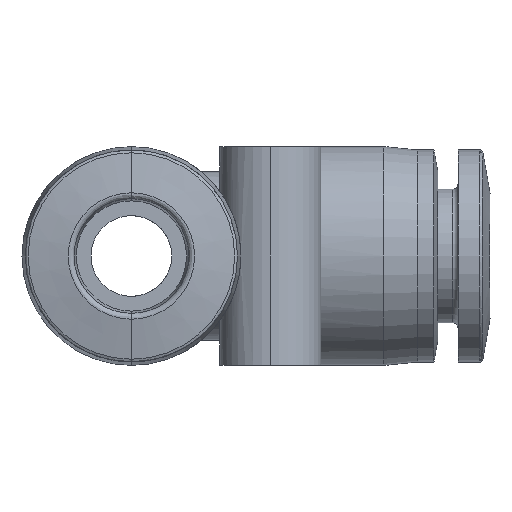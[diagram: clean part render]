
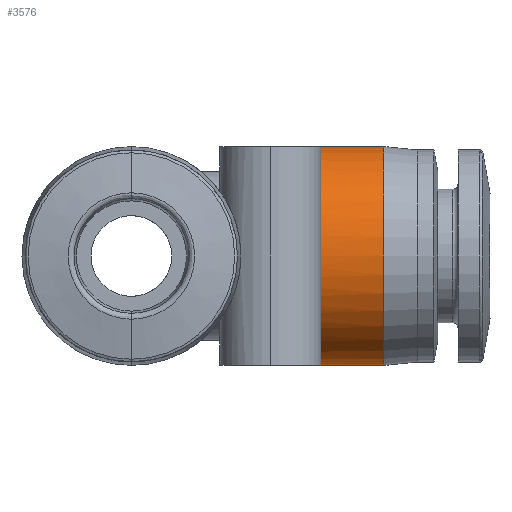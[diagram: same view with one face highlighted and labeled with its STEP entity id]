
A CAD part, left-side view. The second image highlights one B-rep face of the part: STEP entity #3576.
In plain terms, the highlighted cylindrical face has radius 6.5 mm (diameter 13 mm), a partial arc.
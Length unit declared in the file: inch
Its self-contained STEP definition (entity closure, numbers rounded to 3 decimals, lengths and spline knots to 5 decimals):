
#151 = CARTESIAN_POINT ( 'NONE',  ( 0., -0.59055, 0. ) ) ;
#203 = CARTESIAN_POINT ( 'NONE',  ( -0.20858, -0.34626, 0.14826 ) ) ;
#223 = CARTESIAN_POINT ( 'NONE',  ( -0.25415, -0.41955, 0.03445 ) ) ;
#243 = CARTESIAN_POINT ( 'NONE',  ( -0.21394, -0.36573, -0.14043 ) ) ;
#248 = CARTESIAN_POINT ( 'NONE',  ( -0.20935, -0.29906, -0.14718 ) ) ;
#249 = VECTOR ( 'NONE', #4933, 39.37008 ) ;
#275 = VECTOR ( 'NONE', #2988, 39.37008 ) ;
#287 = LINE ( 'NONE', #2871, #275 ) ;
#297 = CARTESIAN_POINT ( 'NONE',  ( -0.20669, -0.3248, -0.15088 ) ) ;
#578 = DIRECTION ( 'NONE',  ( 0., 0., 1. ) ) ;
#629 = CARTESIAN_POINT ( 'NONE',  ( -0.21149, -0.35834, 0.14411 ) ) ;
#650 = CARTESIAN_POINT ( 'NONE',  ( -0.2559, -0.42073, -0.01745 ) ) ;
#672 = CARTESIAN_POINT ( 'NONE',  ( -0.21277, -0.2874, -0.14218 ) ) ;
#738 = CARTESIAN_POINT ( 'NONE',  ( -0.21036, -0.35429, -0.14574 ) ) ;
#859 = EDGE_CURVE ( 'NONE', #3942, #4551, #287, .T. ) ;
#943 = CARTESIAN_POINT ( 'NONE',  ( -0.21088, -0.29308, 0.14502 ) ) ;
#1035 = CARTESIAN_POINT ( 'NONE',  ( -0.21535, -0.36934, 0.13827 ) ) ;
#1053 = CARTESIAN_POINT ( 'NONE',  ( -0.24902, -0.41542, -0.05958 ) ) ;
#1055 = CARTESIAN_POINT ( 'NONE',  ( -0.20669, -0.3248, -0.15088 ) ) ;
#1141 = CARTESIAN_POINT ( 'NONE',  ( -0.20788, -0.34207, -0.14924 ) ) ;
#1223 = VERTEX_POINT ( 'NONE', #4152 ) ;
#1271 = CIRCLE ( 'NONE', #1506, 0.25591 ) ;
#1368 = CARTESIAN_POINT ( 'NONE',  ( -0.20725, -0.31168, 0.15013 ) ) ;
#1418 = ORIENTED_EDGE ( 'NONE', *, *, #3638, .T. ) ;
#1456 = CARTESIAN_POINT ( 'NONE',  ( -0.22312, -0.38519, 0.12551 ) ) ;
#1471 = CARTESIAN_POINT ( 'NONE',  ( -0.24194, -0.40904, -0.0838 ) ) ;
#1476 = CARTESIAN_POINT ( 'NONE',  ( -0.20669, -0.31826, -0.15088 ) ) ;
#1506 = AXIS2_PLACEMENT_3D ( 'NONE', #4781, #2273, #5227 ) ;
#1565 = CARTESIAN_POINT ( 'NONE',  ( -0.20669, -0.32915, -0.15088 ) ) ;
#1650 = CIRCLE ( 'NONE', #2983, 0.25591 ) ;
#1708 = DIRECTION ( 'NONE',  ( 0., 1., 0. ) ) ;
#1774 = CARTESIAN_POINT ( 'NONE',  ( -0.20669, -0.3248, 0.15088 ) ) ;
#1854 = CARTESIAN_POINT ( 'NONE',  ( -0.20669, -0.32913, 0.15088 ) ) ;
#1882 = CARTESIAN_POINT ( 'NONE',  ( -0.23306, -0.39933, 0.10599 ) ) ;
#1898 = CARTESIAN_POINT ( 'NONE',  ( -0.233, -0.39926, -0.10611 ) ) ;
#1903 = EDGE_CURVE ( 'NONE', #5245, #5160, #3944, .T. ) ;
#1989 = B_SPLINE_CURVE_WITH_KNOTS ( 'NONE', 3,
 ( #1055, #1476, #2727, #248, #3130, #672 ),
 .UNSPECIFIED., .F., .F.,
 ( 4, 2, 4 ),
 ( 0.01156, 0.01206, 0.01256 ),
 .UNSPECIFIED. ) ;
#2023 = ORIENTED_EDGE ( 'NONE', *, *, #859, .F. ) ;
#2141 = DIRECTION ( 'NONE',  ( 0., 1., 0. ) ) ;
#2150 = EDGE_CURVE ( 'NONE', #3810, #5245, #4450, .T. ) ;
#2261 = ORIENTED_EDGE ( 'NONE', *, *, #2150, .T. ) ;
#2273 = DIRECTION ( 'NONE',  ( 0., 1., 0. ) ) ;
#2281 = CARTESIAN_POINT ( 'NONE',  ( -0.20669, -0.3248, 0.15088 ) ) ;
#2298 = CARTESIAN_POINT ( 'NONE',  ( -0.21277, -0.2874, 0.14218 ) ) ;
#2299 = CARTESIAN_POINT ( 'NONE',  ( -0.24197, -0.40906, 0.08372 ) ) ;
#2302 = AXIS2_PLACEMENT_3D ( 'NONE', #151, #3049, #578 ) ;
#2316 = CARTESIAN_POINT ( 'NONE',  ( -0.22308, -0.38513, -0.12558 ) ) ;
#2364 = ORIENTED_EDGE ( 'NONE', *, *, #1903, .T. ) ;
#2425 = FACE_OUTER_BOUND ( 'NONE', #4032, .T. ) ;
#2434 = EDGE_CURVE ( 'NONE', #5300, #4558, #4684, .T. ) ;
#2681 = CARTESIAN_POINT ( 'NONE',  ( -0.20789, -0.3421, 0.14924 ) ) ;
#2700 = CARTESIAN_POINT ( 'NONE',  ( -0.24905, -0.41544, 0.05947 ) ) ;
#2723 = CARTESIAN_POINT ( 'NONE',  ( -0.21532, -0.36926, -0.13833 ) ) ;
#2727 = CARTESIAN_POINT ( 'NONE',  ( -0.20724, -0.31176, -0.15014 ) ) ;
#2820 = CARTESIAN_POINT ( 'NONE',  ( 0., -0.43898, 0.25591 ) ) ;
#2871 = CARTESIAN_POINT ( 'NONE',  ( 0., -0.43898, -0.25591 ) ) ;
#2983 = AXIS2_PLACEMENT_3D ( 'NONE', #4190, #1708, #4643 ) ;
#2988 = DIRECTION ( 'NONE',  ( 0., 1., 0. ) ) ;
#2992 = CYLINDRICAL_SURFACE ( 'NONE', #3204, 0.25591 ) ;
#3044 = CARTESIAN_POINT ( 'NONE',  ( 0., -0.2874, -0.25591 ) ) ;
#3049 = DIRECTION ( 'NONE',  ( 0., 1., 0. ) ) ;
#3097 = CARTESIAN_POINT ( 'NONE',  ( -0.21038, -0.35437, 0.14571 ) ) ;
#3117 = CARTESIAN_POINT ( 'NONE',  ( -0.25591, -0.42074, 0.0173 ) ) ;
#3130 = CARTESIAN_POINT ( 'NONE',  ( -0.21088, -0.29307, -0.14502 ) ) ;
#3160 = EDGE_CURVE ( 'NONE', #4551, #1223, #1650, .T. ) ;
#3187 = CARTESIAN_POINT ( 'NONE',  ( -0.21146, -0.35826, -0.14414 ) ) ;
#3204 = AXIS2_PLACEMENT_3D ( 'NONE', #4187, #2141, #4657 ) ;
#3299 = CARTESIAN_POINT ( 'NONE',  ( 0., -0.59055, 0.25591 ) ) ;
#3352 = ORIENTED_EDGE ( 'NONE', *, *, #3160, .F. ) ;
#3404 = EDGE_CURVE ( 'NONE', #5160, #1223, #1989, .T. ) ;
#3408 = CARTESIAN_POINT ( 'NONE',  ( -0.21277, -0.2874, 0.14218 ) ) ;
#3507 = CARTESIAN_POINT ( 'NONE',  ( -0.21397, -0.36581, 0.14039 ) ) ;
#3520 = CARTESIAN_POINT ( 'NONE',  ( -0.25414, -0.41955, -0.0345 ) ) ;
#3576 = ADVANCED_FACE ( 'NONE', ( #2425 ), #2992, .T. ) ;
#3582 = CARTESIAN_POINT ( 'NONE',  ( -0.20669, -0.3248, 0.15088 ) ) ;
#3585 = CARTESIAN_POINT ( 'NONE',  ( 0., -0.59055, -0.25591 ) ) ;
#3603 = CARTESIAN_POINT ( 'NONE',  ( -0.20858, -0.34622, -0.14828 ) ) ;
#3609 = CIRCLE ( 'NONE', #2302, 0.25591 ) ;
#3638 = EDGE_CURVE ( 'NONE', #3942, #5300, #3609, .T. ) ;
#3810 = VERTEX_POINT ( 'NONE', #2298 ) ;
#3832 = CARTESIAN_POINT ( 'NONE',  ( -0.20936, -0.29906, 0.14718 ) ) ;
#3883 = ORIENTED_EDGE ( 'NONE', *, *, #4700, .F. ) ;
#3930 = CARTESIAN_POINT ( 'NONE',  ( -0.2198, -0.37937, 0.13118 ) ) ;
#3942 = VERTEX_POINT ( 'NONE', #3585 ) ;
#3944 = B_SPLINE_CURVE_WITH_KNOTS ( 'NONE', 3,
 ( #2281, #1854, #4325, #2681, #203, #3097, #629, #3507, #1035, #3930, #1456, #4351, #1882, #4805, #2299, #5254, #2700, #223, #3117, #650, #3520, #1053, #3955, #1471, #4370, #1898, #4821, #2316, #5273, #2723, #243, #3187, #738, #3603, #1141, #4049, #1565, #4466 ),
 .UNSPECIFIED., .F., .F.,
 ( 4, 2, 2, 2, 2, 2, 2, 2, 2, 2, 2, 2, 2, 2, 2, 2, 2, 2, 4 ),
 ( 0.001, 0.00133, 0.00166, 0.00199, 0.00232, 0.00298, 0.00364, 0.0043, 0.00496, 0.00628, 0.0076, 0.00826, 0.00892, 0.00958, 0.01024, 0.01057, 0.0109, 0.01123, 0.01156 ),
 .UNSPECIFIED. ) ;
#3955 = CARTESIAN_POINT ( 'NONE',  ( -0.24688, -0.41362, -0.06789 ) ) ;
#4032 = EDGE_LOOP ( 'NONE', ( #2023, #1418, #4917, #3883, #2261, #2364, #4268, #3352 ) ) ;
#4049 = CARTESIAN_POINT ( 'NONE',  ( -0.20694, -0.33356, -0.15055 ) ) ;
#4152 = CARTESIAN_POINT ( 'NONE',  ( -0.21277, -0.2874, -0.14218 ) ) ;
#4187 = CARTESIAN_POINT ( 'NONE',  ( 0., -0.43898, 0. ) ) ;
#4190 = CARTESIAN_POINT ( 'NONE',  ( 0., -0.2874, 0. ) ) ;
#4250 = CARTESIAN_POINT ( 'NONE',  ( -0.20669, -0.31827, 0.15088 ) ) ;
#4268 = ORIENTED_EDGE ( 'NONE', *, *, #3404, .T. ) ;
#4325 = CARTESIAN_POINT ( 'NONE',  ( -0.20694, -0.33353, 0.15055 ) ) ;
#4351 = CARTESIAN_POINT ( 'NONE',  ( -0.22972, -0.39513, 0.11298 ) ) ;
#4370 = CARTESIAN_POINT ( 'NONE',  ( -0.23913, -0.40624, -0.09146 ) ) ;
#4450 = B_SPLINE_CURVE_WITH_KNOTS ( 'NONE', 3,
 ( #3408, #943, #3832, #1368, #4250, #1774 ),
 .UNSPECIFIED., .F., .F.,
 ( 4, 2, 4 ),
 ( 0., 0.0005, 0.001 ),
 .UNSPECIFIED. ) ;
#4466 = CARTESIAN_POINT ( 'NONE',  ( -0.20669, -0.3248, -0.15088 ) ) ;
#4551 = VERTEX_POINT ( 'NONE', #3044 ) ;
#4558 = VERTEX_POINT ( 'NONE', #4727 ) ;
#4643 = DIRECTION ( 'NONE',  ( -1., 0., 0. ) ) ;
#4657 = DIRECTION ( 'NONE',  ( 0., 0., 1. ) ) ;
#4684 = LINE ( 'NONE', #2820, #249 ) ;
#4700 = EDGE_CURVE ( 'NONE', #3810, #4558, #1271, .T. ) ;
#4727 = CARTESIAN_POINT ( 'NONE',  ( 0., -0.2874, 0.25591 ) ) ;
#4781 = CARTESIAN_POINT ( 'NONE',  ( 0., -0.2874, 0. ) ) ;
#4805 = CARTESIAN_POINT ( 'NONE',  ( -0.23917, -0.40627, 0.09138 ) ) ;
#4821 = CARTESIAN_POINT ( 'NONE',  ( -0.22968, -0.39507, -0.11307 ) ) ;
#4917 = ORIENTED_EDGE ( 'NONE', *, *, #2434, .T. ) ;
#4933 = DIRECTION ( 'NONE',  ( 0., 1., 0. ) ) ;
#5160 = VERTEX_POINT ( 'NONE', #297 ) ;
#5227 = DIRECTION ( 'NONE',  ( -1., 0., 0. ) ) ;
#5245 = VERTEX_POINT ( 'NONE', #3582 ) ;
#5254 = CARTESIAN_POINT ( 'NONE',  ( -0.24691, -0.41365, 0.06777 ) ) ;
#5273 = CARTESIAN_POINT ( 'NONE',  ( -0.21974, -0.37924, -0.13128 ) ) ;
#5300 = VERTEX_POINT ( 'NONE', #3299 ) ;
